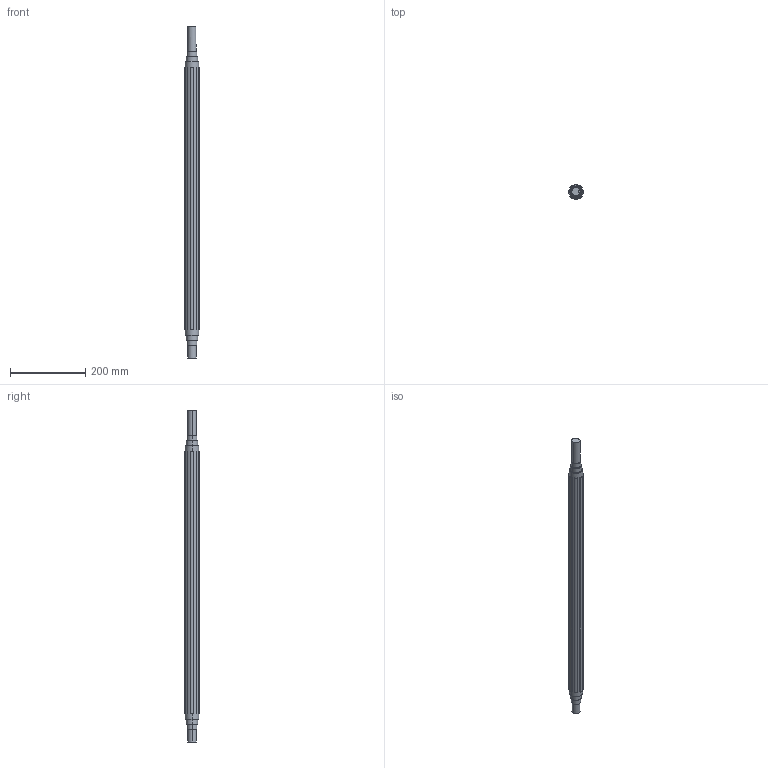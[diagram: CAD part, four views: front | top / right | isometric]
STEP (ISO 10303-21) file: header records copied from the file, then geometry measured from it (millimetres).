
FILE_DESCRIPTION((''),'2;1');
FILE_NAME('MAIN_SHAFT','2020-06-27T12:33:07',('marin'),(''),'CREO PARAMETRIC BY PTC INC, 2019224','CREO PARAMETRIC BY PTC INC, 2019224','');
FILE_SCHEMA(('CONFIG_CONTROL_DESIGN'));
Length unit declared in the file: millimetre
Products named in the file (1): MAIN_SHAFT
Bounding box: 39.93 x 39.93 x 885 mm (x, y, z)
Volume: 892551.8 mm3; surface area: 119361.8 mm2
Topology: 1 solids, 1 shells, 74 faces, 172 edges, 112 vertices
Faces by surface type: plane 44, cylinder 22, torus 8
Entity records: 2172 total; most frequent: DIRECTION 402, CARTESIAN_POINT 358, ORIENTED_EDGE 344, EDGE_CURVE 172, AXIS2_PLACEMENT_3D 156, VERTEX_POINT 112, VECTOR 90, LINE 90
